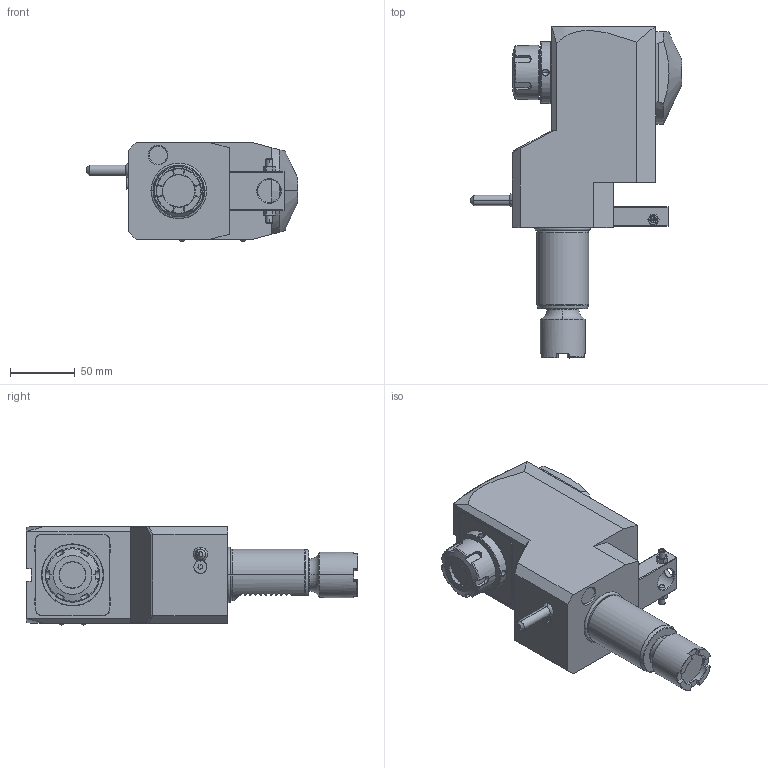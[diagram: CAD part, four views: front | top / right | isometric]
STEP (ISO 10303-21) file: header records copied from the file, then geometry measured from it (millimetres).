
FILE_DESCRIPTION((''),'2;1');
FILE_NAME('NGT1_40_451_25_1_2_120JB','2017-04-28T',('vali'),('NOVA GRUP'),'PRO/ENGINEER BY PARAMETRIC TECHNOLOGY CORPORATION, 2010280','PRO/ENGINEER BY PARAMETRIC TECHNOLOGY CORPORATION, 2010280','');
FILE_SCHEMA(('CONFIG_CONTROL_DESIGN'));
Length unit declared in the file: millimetre
Products named in the file (1): NGT1_40_451_25_1_2_120JB
Bounding box: 163.5 x 257 x 76.6 mm (x, y, z)
Volume: 1209884.3 mm3; surface area: 93444.9 mm2
Topology: 1 solids, 2 shells, 500 faces, 1266 edges, 780 vertices
Faces by surface type: plane 218, cylinder 95, cone 87, bspline 78, torus 14, sphere 6, extrusion 2
Entity records: 21096 total; most frequent: CARTESIAN_POINT 10018, ORIENTED_EDGE 2500, DIRECTION 1925, EDGE_CURVE 1250, VERTEX_POINT 780, AXIS2_PLACEMENT_3D 670, VECTOR 585, LINE 583
